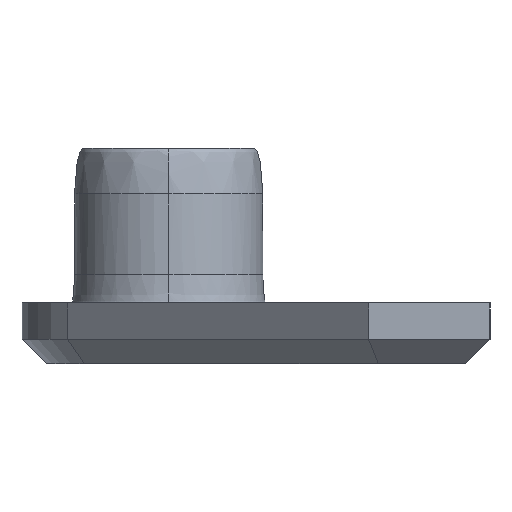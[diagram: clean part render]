
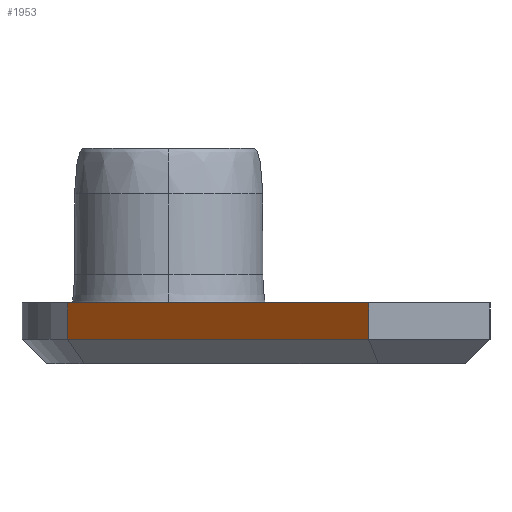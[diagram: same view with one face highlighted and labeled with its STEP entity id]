
A CAD part, left-side view. The second image highlights one B-rep face of the part: STEP entity #1953.
In plain terms, the highlighted planar face has unit normal (-0.725, 0.689, 0).
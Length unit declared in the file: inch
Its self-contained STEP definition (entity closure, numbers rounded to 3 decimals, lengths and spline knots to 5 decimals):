
#75 = LINE ( 'NONE', #1677, #3018 ) ;
#170 = EDGE_CURVE ( 'NONE', #2604, #1676, #2192, .T. ) ;
#233 = EDGE_CURVE ( 'NONE', #2233, #2604, #75, .T. ) ;
#486 = CARTESIAN_POINT ( 'NONE',  ( -1.62616, -0.20306, -3.885 ) ) ;
#659 = PLANE ( 'NONE',  #2394 ) ;
#662 = VECTOR ( 'NONE', #1855, 39.37008 ) ;
#885 = DIRECTION ( 'NONE',  ( 0.725, -0.689, 0. ) ) ;
#1095 = VECTOR ( 'NONE', #1898, 39.37008 ) ;
#1112 = EDGE_CURVE ( 'NONE', #1339, #1676, #2848, .T. ) ;
#1114 = LINE ( 'NONE', #1631, #1480 ) ;
#1207 = DIRECTION ( 'NONE',  ( 0., 0., -1. ) ) ;
#1339 = VERTEX_POINT ( 'NONE', #486 ) ;
#1458 = EDGE_LOOP ( 'NONE', ( #1632, #2884, #3186, #2505 ) ) ;
#1480 = VECTOR ( 'NONE', #2410, 39.37008 ) ;
#1631 = CARTESIAN_POINT ( 'NONE',  ( -2.09826, -0.7, -3.885 ) ) ;
#1632 = ORIENTED_EDGE ( 'NONE', *, *, #1112, .F. ) ;
#1676 = VERTEX_POINT ( 'NONE', #2792 ) ;
#1677 = CARTESIAN_POINT ( 'NONE',  ( -2.09826, -0.7, -3.925 ) ) ;
#1750 = CARTESIAN_POINT ( 'NONE',  ( -2.09826, -0.7, -3.885 ) ) ;
#1855 = DIRECTION ( 'NONE',  ( 0., 0., 1. ) ) ;
#1866 = CARTESIAN_POINT ( 'NONE',  ( -0.75334, 0.71568, -3.825 ) ) ;
#1898 = DIRECTION ( 'NONE',  ( 0.689, 0.725, 0. ) ) ;
#1953 = ADVANCED_FACE ( 'NONE', ( #2246 ), #659, .F. ) ;
#2192 = LINE ( 'NONE', #1866, #1095 ) ;
#2233 = VERTEX_POINT ( 'NONE', #1750 ) ;
#2246 = FACE_OUTER_BOUND ( 'NONE', #1458, .T. ) ;
#2338 = CARTESIAN_POINT ( 'NONE',  ( -1.62616, -0.20306, -3.925 ) ) ;
#2394 = AXIS2_PLACEMENT_3D ( 'NONE', #2486, #885, #1207 ) ;
#2410 = DIRECTION ( 'NONE',  ( -0.689, -0.725, 0. ) ) ;
#2486 = CARTESIAN_POINT ( 'NONE',  ( -0.75334, 0.71568, -3.925 ) ) ;
#2505 = ORIENTED_EDGE ( 'NONE', *, *, #170, .T. ) ;
#2550 = CARTESIAN_POINT ( 'NONE',  ( -2.09826, -0.7, -3.825 ) ) ;
#2604 = VERTEX_POINT ( 'NONE', #2550 ) ;
#2727 = DIRECTION ( 'NONE',  ( 0., 0., 1. ) ) ;
#2792 = CARTESIAN_POINT ( 'NONE',  ( -1.62616, -0.20306, -3.825 ) ) ;
#2848 = LINE ( 'NONE', #2338, #662 ) ;
#2884 = ORIENTED_EDGE ( 'NONE', *, *, #3066, .T. ) ;
#3018 = VECTOR ( 'NONE', #2727, 39.37008 ) ;
#3066 = EDGE_CURVE ( 'NONE', #1339, #2233, #1114, .T. ) ;
#3186 = ORIENTED_EDGE ( 'NONE', *, *, #233, .T. ) ;
